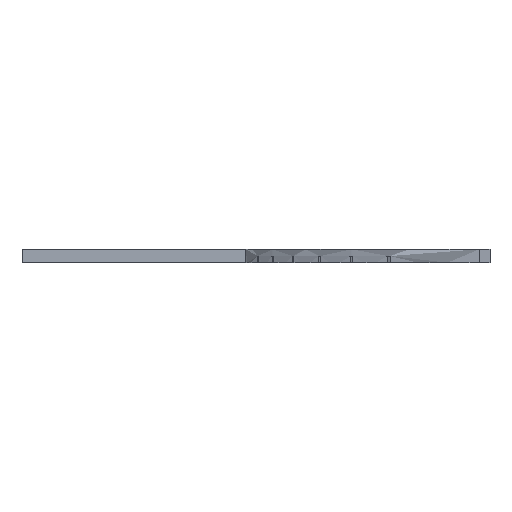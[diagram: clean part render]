
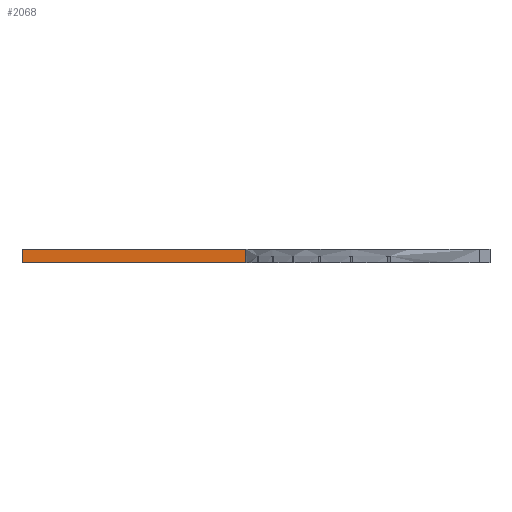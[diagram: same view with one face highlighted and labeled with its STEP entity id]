
A CAD part, front view. The second image highlights one B-rep face of the part: STEP entity #2068.
In plain terms, the highlighted planar face has unit normal (0, -1, 0).
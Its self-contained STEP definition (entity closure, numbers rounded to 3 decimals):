
#126 = PLANE('',#127);
#127 = AXIS2_PLACEMENT_3D('',#128,#129,#130);
#128 = CARTESIAN_POINT('',(8.59,67.77,1.05));
#129 = DIRECTION('',(0.,0.,1.));
#130 = DIRECTION('',(-0.6,-0.8,0.));
#327 = VERTEX_POINT('',#328);
#328 = CARTESIAN_POINT('',(-36.59,-67.77,1.05));
#342 = PLANE('',#343);
#343 = AXIS2_PLACEMENT_3D('',#344,#345,#346);
#344 = CARTESIAN_POINT('',(-36.59,-67.77,-1.05));
#345 = DIRECTION('',(-1.,0.,0.));
#346 = DIRECTION('',(0.,0.,1.));
#354 = EDGE_CURVE('',#355,#327,#357,.T.);
#355 = VERTEX_POINT('',#356);
#356 = CARTESIAN_POINT('',(-1.59,-67.77,1.05));
#357 = SURFACE_CURVE('',#358,(#362,#369),.PCURVE_S1.);
#358 = LINE('',#359,#360);
#359 = CARTESIAN_POINT('',(-1.59,-67.77,1.05));
#360 = VECTOR('',#361,1.);
#361 = DIRECTION('',(-1.,0.,0.));
#362 = PCURVE('',#126,#363);
#363 = DEFINITIONAL_REPRESENTATION('',(#364),#368);
#364 = LINE('',#365,#366);
#365 = CARTESIAN_POINT('',(114.54,73.18));
#366 = VECTOR('',#367,1.);
#367 = DIRECTION('',(0.6,-0.8));
#368 = ( GEOMETRIC_REPRESENTATION_CONTEXT(2) 
PARAMETRIC_REPRESENTATION_CONTEXT() REPRESENTATION_CONTEXT('2D SPACE',''
  ) );
#369 = PCURVE('',#370,#375);
#370 = PLANE('',#371);
#371 = AXIS2_PLACEMENT_3D('',#372,#373,#374);
#372 = CARTESIAN_POINT('',(-1.59,-67.77,-1.05));
#373 = DIRECTION('',(0.,1.,0.));
#374 = DIRECTION('',(0.,0.,1.));
#375 = DEFINITIONAL_REPRESENTATION('',(#376),#380);
#376 = LINE('',#377,#378);
#377 = CARTESIAN_POINT('',(2.1,0.));
#378 = VECTOR('',#379,1.);
#379 = DIRECTION('',(0.,-1.));
#380 = ( GEOMETRIC_REPRESENTATION_CONTEXT(2) 
PARAMETRIC_REPRESENTATION_CONTEXT() REPRESENTATION_CONTEXT('2D SPACE',''
  ) );
#398 = PLANE('',#399);
#399 = AXIS2_PLACEMENT_3D('',#400,#401,#402);
#400 = CARTESIAN_POINT('',(-1.59,-67.77,-1.05));
#401 = DIRECTION('',(-1.,0.,0.));
#402 = DIRECTION('',(0.,0.,1.));
#2004 = PLANE('',#2005);
#2005 = AXIS2_PLACEMENT_3D('',#2006,#2007,#2008);
#2006 = CARTESIAN_POINT('',(-1.59,-67.77,-1.05));
#2007 = DIRECTION('',(0.,0.,1.));
#2008 = DIRECTION('',(0.,1.,0.));
#2024 = VERTEX_POINT('',#2025);
#2025 = CARTESIAN_POINT('',(-1.59,-67.77,-1.05));
#2046 = EDGE_CURVE('',#2024,#355,#2047,.T.);
#2047 = SURFACE_CURVE('',#2048,(#2052,#2059),.PCURVE_S1.);
#2048 = LINE('',#2049,#2050);
#2049 = CARTESIAN_POINT('',(-1.59,-67.77,-1.05));
#2050 = VECTOR('',#2051,1.);
#2051 = DIRECTION('',(0.,0.,1.));
#2052 = PCURVE('',#398,#2053);
#2053 = DEFINITIONAL_REPRESENTATION('',(#2054),#2058);
#2054 = LINE('',#2055,#2056);
#2055 = CARTESIAN_POINT('',(0.,0.));
#2056 = VECTOR('',#2057,1.);
#2057 = DIRECTION('',(1.,0.));
#2058 = ( GEOMETRIC_REPRESENTATION_CONTEXT(2) 
PARAMETRIC_REPRESENTATION_CONTEXT() REPRESENTATION_CONTEXT('2D SPACE',''
  ) );
#2059 = PCURVE('',#370,#2060);
#2060 = DEFINITIONAL_REPRESENTATION('',(#2061),#2065);
#2061 = LINE('',#2062,#2063);
#2062 = CARTESIAN_POINT('',(0.,0.));
#2063 = VECTOR('',#2064,1.);
#2064 = DIRECTION('',(1.,0.));
#2065 = ( GEOMETRIC_REPRESENTATION_CONTEXT(2) 
PARAMETRIC_REPRESENTATION_CONTEXT() REPRESENTATION_CONTEXT('2D SPACE',''
  ) );
#2068 = ADVANCED_FACE('',(#2069),#370,.F.);
#2069 = FACE_BOUND('',#2070,.F.);
#2070 = EDGE_LOOP('',(#2071,#2072,#2095,#2116));
#2071 = ORIENTED_EDGE('',*,*,#2046,.F.);
#2072 = ORIENTED_EDGE('',*,*,#2073,.T.);
#2073 = EDGE_CURVE('',#2024,#2074,#2076,.T.);
#2074 = VERTEX_POINT('',#2075);
#2075 = CARTESIAN_POINT('',(-36.59,-67.77,-1.05));
#2076 = SURFACE_CURVE('',#2077,(#2081,#2088),.PCURVE_S1.);
#2077 = LINE('',#2078,#2079);
#2078 = CARTESIAN_POINT('',(-1.59,-67.77,-1.05));
#2079 = VECTOR('',#2080,1.);
#2080 = DIRECTION('',(-1.,0.,0.));
#2081 = PCURVE('',#370,#2082);
#2082 = DEFINITIONAL_REPRESENTATION('',(#2083),#2087);
#2083 = LINE('',#2084,#2085);
#2084 = CARTESIAN_POINT('',(0.,0.));
#2085 = VECTOR('',#2086,1.);
#2086 = DIRECTION('',(0.,-1.));
#2087 = ( GEOMETRIC_REPRESENTATION_CONTEXT(2) 
PARAMETRIC_REPRESENTATION_CONTEXT() REPRESENTATION_CONTEXT('2D SPACE',''
  ) );
#2088 = PCURVE('',#2004,#2089);
#2089 = DEFINITIONAL_REPRESENTATION('',(#2090),#2094);
#2090 = LINE('',#2091,#2092);
#2091 = CARTESIAN_POINT('',(0.,0.));
#2092 = VECTOR('',#2093,1.);
#2093 = DIRECTION('',(0.,1.));
#2094 = ( GEOMETRIC_REPRESENTATION_CONTEXT(2) 
PARAMETRIC_REPRESENTATION_CONTEXT() REPRESENTATION_CONTEXT('2D SPACE',''
  ) );
#2095 = ORIENTED_EDGE('',*,*,#2096,.T.);
#2096 = EDGE_CURVE('',#2074,#327,#2097,.T.);
#2097 = SURFACE_CURVE('',#2098,(#2102,#2109),.PCURVE_S1.);
#2098 = LINE('',#2099,#2100);
#2099 = CARTESIAN_POINT('',(-36.59,-67.77,-1.05));
#2100 = VECTOR('',#2101,1.);
#2101 = DIRECTION('',(0.,0.,1.));
#2102 = PCURVE('',#370,#2103);
#2103 = DEFINITIONAL_REPRESENTATION('',(#2104),#2108);
#2104 = LINE('',#2105,#2106);
#2105 = CARTESIAN_POINT('',(0.,-35.));
#2106 = VECTOR('',#2107,1.);
#2107 = DIRECTION('',(1.,0.));
#2108 = ( GEOMETRIC_REPRESENTATION_CONTEXT(2) 
PARAMETRIC_REPRESENTATION_CONTEXT() REPRESENTATION_CONTEXT('2D SPACE',''
  ) );
#2109 = PCURVE('',#342,#2110);
#2110 = DEFINITIONAL_REPRESENTATION('',(#2111),#2115);
#2111 = LINE('',#2112,#2113);
#2112 = CARTESIAN_POINT('',(0.,0.));
#2113 = VECTOR('',#2114,1.);
#2114 = DIRECTION('',(1.,0.));
#2115 = ( GEOMETRIC_REPRESENTATION_CONTEXT(2) 
PARAMETRIC_REPRESENTATION_CONTEXT() REPRESENTATION_CONTEXT('2D SPACE',''
  ) );
#2116 = ORIENTED_EDGE('',*,*,#354,.F.);
